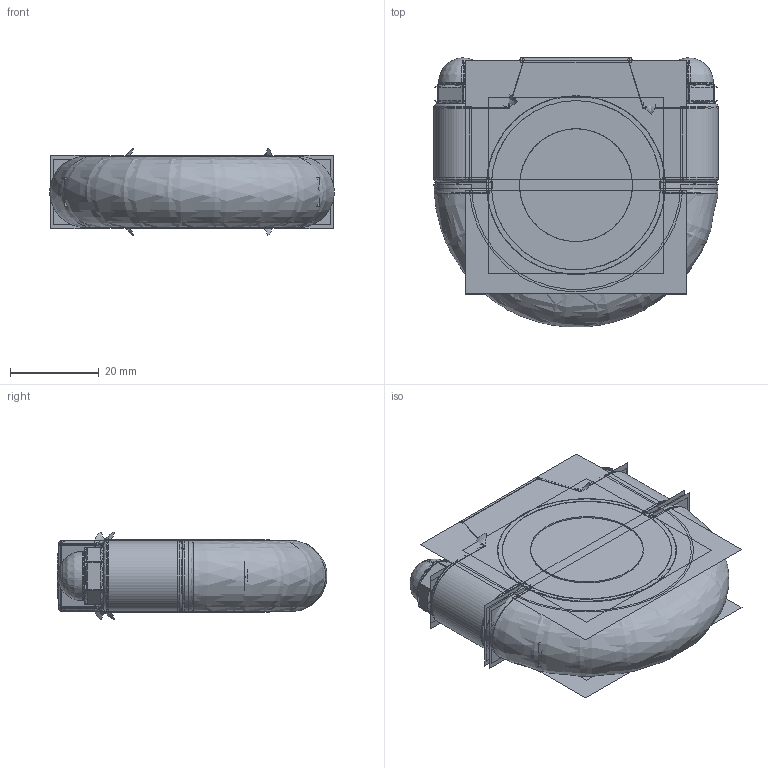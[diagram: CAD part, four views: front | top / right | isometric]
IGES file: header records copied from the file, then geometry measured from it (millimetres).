
Start section:  PTC IGES file: 145704.igs
Global section: file name: 145704.igs; native system: Creo Parametric by PTC Inc.; preprocessor: 2016260; author: pdmadmin; organization: Unknown; date: 20180823.084432; units: inch
Bounding box: 64.01 x 60.7 x 19.8 mm (x, y, z)
Volume: 42657.9 mm3; surface area: 291656.2 mm2
Topology: 8 solids, 11 shells, 814 faces, 4950 edges, 6876 vertices
Faces by surface type: revolution 588, bspline 226
